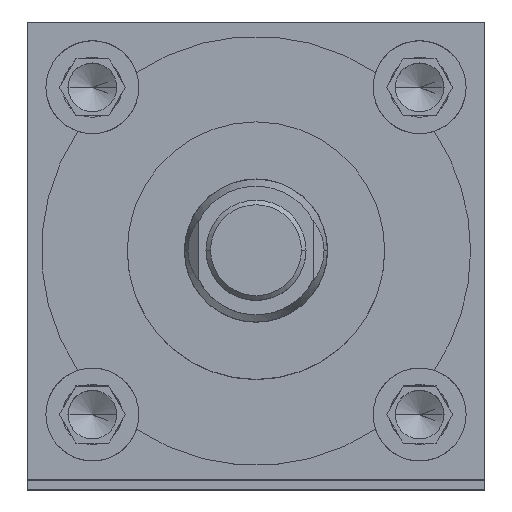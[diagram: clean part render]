
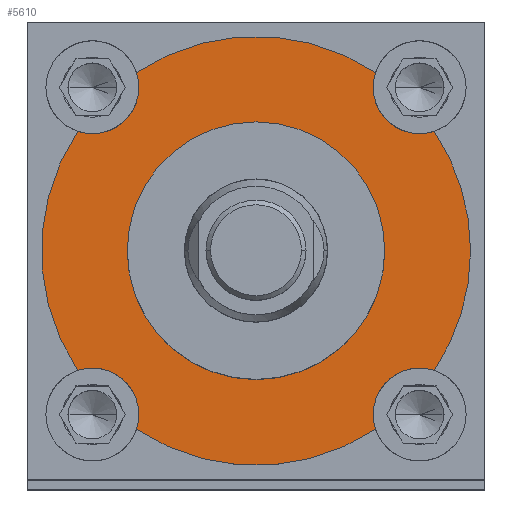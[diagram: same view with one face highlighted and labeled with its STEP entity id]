
A CAD part, top view. The second image highlights one B-rep face of the part: STEP entity #5610.
In plain terms, the highlighted planar face has unit normal (0, 0, 1).
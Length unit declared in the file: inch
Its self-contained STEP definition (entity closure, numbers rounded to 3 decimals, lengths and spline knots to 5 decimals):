
#34 = EDGE_LOOP ( 'NONE', ( #6409, #6277 ) ) ;
#66 = AXIS2_PLACEMENT_3D ( 'NONE', #4356, #3722, #7172 ) ;
#74 = CARTESIAN_POINT ( 'NONE',  ( 0., 0., 25.62 ) ) ;
#90 = EDGE_CURVE ( 'NONE', #3768, #2596, #4266, .T. ) ;
#98 = CARTESIAN_POINT ( 'NONE',  ( 0.715, 0.715, 25.62 ) ) ;
#250 = CARTESIAN_POINT ( 'NONE',  ( 0.77859, -0.52222, 25.62 ) ) ;
#259 = DIRECTION ( 'NONE',  ( 1., 0., 0. ) ) ;
#421 = CARTESIAN_POINT ( 'NONE',  ( 0.77859, 0.52222, 25.62 ) ) ;
#462 = CIRCLE ( 'NONE', #4831, 0.9375 ) ;
#568 = CARTESIAN_POINT ( 'NONE',  ( 0., 0., 25.62 ) ) ;
#570 = DIRECTION ( 'NONE',  ( 0., 0., 1. ) ) ;
#680 = AXIS2_PLACEMENT_3D ( 'NONE', #74, #716, #2934 ) ;
#716 = DIRECTION ( 'NONE',  ( 0., 0., 1. ) ) ;
#791 = AXIS2_PLACEMENT_3D ( 'NONE', #98, #1151, #2331 ) ;
#843 = CARTESIAN_POINT ( 'NONE',  ( 0., 0., 25.62 ) ) ;
#872 = CARTESIAN_POINT ( 'NONE',  ( -0.52222, 0.77859, 25.62 ) ) ;
#1003 = CIRCLE ( 'NONE', #791, 0.203 ) ;
#1092 = VERTEX_POINT ( 'NONE', #250 ) ;
#1151 = DIRECTION ( 'NONE',  ( 0., 0., 1. ) ) ;
#1192 = VERTEX_POINT ( 'NONE', #421 ) ;
#1305 = DIRECTION ( 'NONE',  ( 1., 0., 0. ) ) ;
#1350 = AXIS2_PLACEMENT_3D ( 'NONE', #3767, #6659, #3208 ) ;
#1427 = ORIENTED_EDGE ( 'NONE', *, *, #5680, .T. ) ;
#1486 = EDGE_CURVE ( 'NONE', #4847, #3933, #4996, .T. ) ;
#1649 = VERTEX_POINT ( 'NONE', #6017 ) ;
#1762 = ORIENTED_EDGE ( 'NONE', *, *, #6339, .F. ) ;
#1894 = CARTESIAN_POINT ( 'NONE',  ( 0., 0., 25.62 ) ) ;
#1929 = DIRECTION ( 'NONE',  ( 0., 0., 1. ) ) ;
#1941 = CARTESIAN_POINT ( 'NONE',  ( -0.512, 0.715, 25.62 ) ) ;
#1942 = AXIS2_PLACEMENT_3D ( 'NONE', #4299, #6568, #4375 ) ;
#2018 = DIRECTION ( 'NONE',  ( 1., 0., 0. ) ) ;
#2032 = EDGE_CURVE ( 'NONE', #1649, #4713, #3112, .T. ) ;
#2036 = DIRECTION ( 'NONE',  ( 0., 0., 1. ) ) ;
#2086 = VERTEX_POINT ( 'NONE', #3837 ) ;
#2088 = AXIS2_PLACEMENT_3D ( 'NONE', #2998, #1929, #3036 ) ;
#2132 = DIRECTION ( 'NONE',  ( 0., 0., 1. ) ) ;
#2144 = AXIS2_PLACEMENT_3D ( 'NONE', #568, #3412, #4583 ) ;
#2150 = CARTESIAN_POINT ( 'NONE',  ( 0.5625, 0., 25.62 ) ) ;
#2151 = CIRCLE ( 'NONE', #3095, 0.203 ) ;
#2273 = DIRECTION ( 'NONE',  ( 1., 0., 0. ) ) ;
#2331 = DIRECTION ( 'NONE',  ( 1., 0., 0. ) ) ;
#2427 = CIRCLE ( 'NONE', #7161, 0.9375 ) ;
#2449 = PLANE ( 'NONE',  #3623 ) ;
#2460 = AXIS2_PLACEMENT_3D ( 'NONE', #3237, #2572, #2018 ) ;
#2485 = CARTESIAN_POINT ( 'NONE',  ( -0.715, 0.715, 25.62 ) ) ;
#2572 = DIRECTION ( 'NONE',  ( 0., 0., 1. ) ) ;
#2596 = VERTEX_POINT ( 'NONE', #7100 ) ;
#2600 = EDGE_CURVE ( 'NONE', #2086, #4713, #5269, .T. ) ;
#2689 = ORIENTED_EDGE ( 'NONE', *, *, #2600, .T. ) ;
#2740 = DIRECTION ( 'NONE',  ( 1., 0., 0. ) ) ;
#2753 = CARTESIAN_POINT ( 'NONE',  ( -0.5625, 0., 25.62 ) ) ;
#2823 = ORIENTED_EDGE ( 'NONE', *, *, #3330, .F. ) ;
#2913 = CIRCLE ( 'NONE', #2088, 0.203 ) ;
#2934 = DIRECTION ( 'NONE',  ( 1., 0., 0. ) ) ;
#2998 = CARTESIAN_POINT ( 'NONE',  ( -0.715, -0.715, 25.62 ) ) ;
#3036 = DIRECTION ( 'NONE',  ( 1., 0., 0. ) ) ;
#3095 = AXIS2_PLACEMENT_3D ( 'NONE', #4250, #4793, #3687 ) ;
#3112 = CIRCLE ( 'NONE', #1350, 0.203 ) ;
#3208 = DIRECTION ( 'NONE',  ( 1., 0., 0. ) ) ;
#3237 = CARTESIAN_POINT ( 'NONE',  ( 0., 0., 25.62 ) ) ;
#3330 = EDGE_CURVE ( 'NONE', #1092, #6853, #2151, .T. ) ;
#3334 = DIRECTION ( 'NONE',  ( 0., 0., 1. ) ) ;
#3412 = DIRECTION ( 'NONE',  ( 0., 0., 1. ) ) ;
#3420 = ORIENTED_EDGE ( 'NONE', *, *, #7243, .F. ) ;
#3623 = AXIS2_PLACEMENT_3D ( 'NONE', #1894, #3625, #259 ) ;
#3625 = DIRECTION ( 'NONE',  ( 0., 0., 1. ) ) ;
#3687 = DIRECTION ( 'NONE',  ( 1., 0., 0. ) ) ;
#3700 = CIRCLE ( 'NONE', #1942, 0.203 ) ;
#3717 = CIRCLE ( 'NONE', #4685, 0.203 ) ;
#3722 = DIRECTION ( 'NONE',  ( 0., 0., 1. ) ) ;
#3767 = CARTESIAN_POINT ( 'NONE',  ( -0.715, -0.715, 25.62 ) ) ;
#3768 = VERTEX_POINT ( 'NONE', #6397 ) ;
#3837 = CARTESIAN_POINT ( 'NONE',  ( -0.77859, 0.52222, 25.62 ) ) ;
#3921 = EDGE_CURVE ( 'NONE', #6234, #1192, #3700, .T. ) ;
#3933 = VERTEX_POINT ( 'NONE', #2150 ) ;
#4034 = AXIS2_PLACEMENT_3D ( 'NONE', #843, #2036, #4762 ) ;
#4075 = FACE_OUTER_BOUND ( 'NONE', #7228, .T. ) ;
#4162 = VERTEX_POINT ( 'NONE', #872 ) ;
#4250 = CARTESIAN_POINT ( 'NONE',  ( 0.715, -0.715, 25.62 ) ) ;
#4253 = EDGE_CURVE ( 'NONE', #2086, #7028, #6681, .T. ) ;
#4266 = CIRCLE ( 'NONE', #2144, 0.9375 ) ;
#4299 = CARTESIAN_POINT ( 'NONE',  ( 0.715, 0.715, 25.62 ) ) ;
#4353 = CARTESIAN_POINT ( 'NONE',  ( 0., 0., 25.62 ) ) ;
#4356 = CARTESIAN_POINT ( 'NONE',  ( 0., 0., 25.62 ) ) ;
#4375 = DIRECTION ( 'NONE',  ( 1., 0., 0. ) ) ;
#4456 = ORIENTED_EDGE ( 'NONE', *, *, #90, .T. ) ;
#4583 = DIRECTION ( 'NONE',  ( 1., 0., 0. ) ) ;
#4630 = CARTESIAN_POINT ( 'NONE',  ( 0.52222, 0.77859, 25.62 ) ) ;
#4656 = VERTEX_POINT ( 'NONE', #6975 ) ;
#4685 = AXIS2_PLACEMENT_3D ( 'NONE', #4963, #2132, #5593 ) ;
#4713 = VERTEX_POINT ( 'NONE', #6072 ) ;
#4762 = DIRECTION ( 'NONE',  ( 1., 0., 0. ) ) ;
#4793 = DIRECTION ( 'NONE',  ( 0., 0., 1. ) ) ;
#4831 = AXIS2_PLACEMENT_3D ( 'NONE', #5462, #7150, #5389 ) ;
#4847 = VERTEX_POINT ( 'NONE', #2753 ) ;
#4963 = CARTESIAN_POINT ( 'NONE',  ( 0.715, -0.715, 25.62 ) ) ;
#4981 = ORIENTED_EDGE ( 'NONE', *, *, #5101, .T. ) ;
#4996 = CIRCLE ( 'NONE', #4034, 0.5625 ) ;
#4998 = CARTESIAN_POINT ( 'NONE',  ( -0.715, 0.715, 25.62 ) ) ;
#5020 = ORIENTED_EDGE ( 'NONE', *, *, #6261, .F. ) ;
#5101 = EDGE_CURVE ( 'NONE', #4656, #1192, #5318, .T. ) ;
#5269 = CIRCLE ( 'NONE', #66, 0.9375 ) ;
#5310 = CIRCLE ( 'NONE', #6246, 0.203 ) ;
#5318 = CIRCLE ( 'NONE', #2460, 0.9375 ) ;
#5322 = FACE_BOUND ( 'NONE', #34, .T. ) ;
#5377 = ORIENTED_EDGE ( 'NONE', *, *, #6733, .T. ) ;
#5389 = DIRECTION ( 'NONE',  ( 1., 0., 0. ) ) ;
#5462 = CARTESIAN_POINT ( 'NONE',  ( 0., 0., 25.62 ) ) ;
#5532 = ORIENTED_EDGE ( 'NONE', *, *, #2032, .F. ) ;
#5593 = DIRECTION ( 'NONE',  ( 1., 0., 0. ) ) ;
#5610 = ADVANCED_FACE ( 'NONE', ( #4075, #5322 ), #2449, .T. ) ;
#5641 = EDGE_CURVE ( 'NONE', #3768, #1649, #2913, .T. ) ;
#5680 = EDGE_CURVE ( 'NONE', #6051, #4162, #462, .T. ) ;
#5826 = ORIENTED_EDGE ( 'NONE', *, *, #3921, .F. ) ;
#6017 = CARTESIAN_POINT ( 'NONE',  ( -0.512, -0.715, 25.62 ) ) ;
#6040 = CARTESIAN_POINT ( 'NONE',  ( 0.512, 0.715, 25.62 ) ) ;
#6051 = VERTEX_POINT ( 'NONE', #4630 ) ;
#6072 = CARTESIAN_POINT ( 'NONE',  ( -0.77859, -0.52222, 25.62 ) ) ;
#6091 = AXIS2_PLACEMENT_3D ( 'NONE', #2485, #6942, #1305 ) ;
#6234 = VERTEX_POINT ( 'NONE', #6040 ) ;
#6239 = ORIENTED_EDGE ( 'NONE', *, *, #5641, .F. ) ;
#6246 = AXIS2_PLACEMENT_3D ( 'NONE', #4998, #570, #2273 ) ;
#6261 = EDGE_CURVE ( 'NONE', #7028, #4162, #5310, .T. ) ;
#6277 = ORIENTED_EDGE ( 'NONE', *, *, #6968, .F. ) ;
#6339 = EDGE_CURVE ( 'NONE', #6853, #2596, #3717, .T. ) ;
#6397 = CARTESIAN_POINT ( 'NONE',  ( -0.52222, -0.77859, 25.62 ) ) ;
#6409 = ORIENTED_EDGE ( 'NONE', *, *, #1486, .F. ) ;
#6568 = DIRECTION ( 'NONE',  ( 0., 0., 1. ) ) ;
#6659 = DIRECTION ( 'NONE',  ( 0., 0., 1. ) ) ;
#6681 = CIRCLE ( 'NONE', #6091, 0.203 ) ;
#6691 = CIRCLE ( 'NONE', #680, 0.5625 ) ;
#6733 = EDGE_CURVE ( 'NONE', #1092, #4656, #2427, .T. ) ;
#6798 = CARTESIAN_POINT ( 'NONE',  ( 0.512, -0.715, 25.62 ) ) ;
#6853 = VERTEX_POINT ( 'NONE', #6798 ) ;
#6909 = ORIENTED_EDGE ( 'NONE', *, *, #4253, .F. ) ;
#6942 = DIRECTION ( 'NONE',  ( 0., 0., 1. ) ) ;
#6968 = EDGE_CURVE ( 'NONE', #3933, #4847, #6691, .T. ) ;
#6975 = CARTESIAN_POINT ( 'NONE',  ( 0.9375, 0., 25.62 ) ) ;
#7028 = VERTEX_POINT ( 'NONE', #1941 ) ;
#7100 = CARTESIAN_POINT ( 'NONE',  ( 0.52222, -0.77859, 25.62 ) ) ;
#7150 = DIRECTION ( 'NONE',  ( 0., 0., 1. ) ) ;
#7161 = AXIS2_PLACEMENT_3D ( 'NONE', #4353, #3334, #2740 ) ;
#7172 = DIRECTION ( 'NONE',  ( 1., 0., 0. ) ) ;
#7228 = EDGE_LOOP ( 'NONE', ( #2823, #5377, #4981, #5826, #3420, #1427, #5020, #6909, #2689, #5532, #6239, #4456, #1762 ) ) ;
#7243 = EDGE_CURVE ( 'NONE', #6051, #6234, #1003, .T. ) ;
